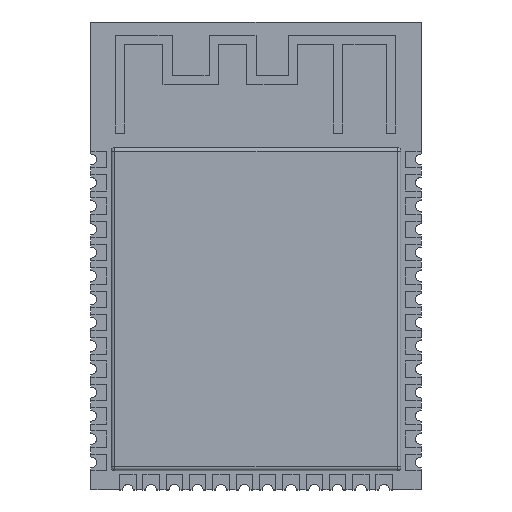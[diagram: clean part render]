
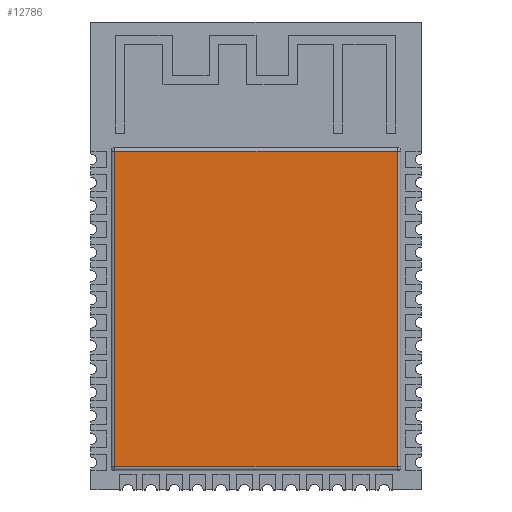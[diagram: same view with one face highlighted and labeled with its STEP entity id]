
A CAD part, top view. The second image highlights one B-rep face of the part: STEP entity #12786.
In plain terms, the highlighted planar face has unit normal (0, 0, 1).
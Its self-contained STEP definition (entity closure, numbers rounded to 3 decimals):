
#946=FACE_OUTER_BOUND('',#1644,.T.);
#1644=EDGE_LOOP('',(#11397,#11398,#11399,#11400));
#3313=LINE('',#20497,#4981);
#3314=LINE('',#20499,#4982);
#3315=LINE('',#20501,#4983);
#3316=LINE('',#20502,#4984);
#4981=VECTOR('',#16845,1.);
#4982=VECTOR('',#16846,1.);
#4983=VECTOR('',#16847,1.);
#4984=VECTOR('',#16848,1.);
#6157=VERTEX_POINT('',#20495);
#6158=VERTEX_POINT('',#20496);
#6159=VERTEX_POINT('',#20498);
#6160=VERTEX_POINT('',#20500);
#7905=EDGE_CURVE('',#6157,#6158,#3313,.T.);
#7906=EDGE_CURVE('',#6158,#6159,#3314,.T.);
#7907=EDGE_CURVE('',#6159,#6160,#3315,.T.);
#7908=EDGE_CURVE('',#6160,#6157,#3316,.T.);
#11397=ORIENTED_EDGE('',*,*,#7905,.T.);
#11398=ORIENTED_EDGE('',*,*,#7906,.T.);
#11399=ORIENTED_EDGE('',*,*,#7907,.T.);
#11400=ORIENTED_EDGE('',*,*,#7908,.T.);
#12101=PLANE('',#13632);
#12786=ADVANCED_FACE('',(#946),#12101,.F.);
#13632=AXIS2_PLACEMENT_3D('',#20494,#16843,#16844);
#16843=DIRECTION('center_axis',(0.,0.,-1.));
#16844=DIRECTION('ref_axis',(-1.,0.,0.));
#16845=DIRECTION('',(0.,-1.,0.));
#16846=DIRECTION('',(1.,0.,0.));
#16847=DIRECTION('',(0.,1.,0.));
#16848=DIRECTION('',(-1.,0.,0.));
#20494=CARTESIAN_POINT('Origin',(0.,3.65,3.11));
#20495=CARTESIAN_POINT('',(-7.7,9.35,3.11));
#20496=CARTESIAN_POINT('',(-7.7,-7.85,3.11));
#20497=CARTESIAN_POINT('',(-7.7,3.65,3.11));
#20498=CARTESIAN_POINT('',(7.7,-7.85,3.11));
#20499=CARTESIAN_POINT('',(0.,-7.85,3.11));
#20500=CARTESIAN_POINT('',(7.7,9.35,3.11));
#20501=CARTESIAN_POINT('',(7.7,3.65,3.11));
#20502=CARTESIAN_POINT('',(0.,9.35,3.11));
